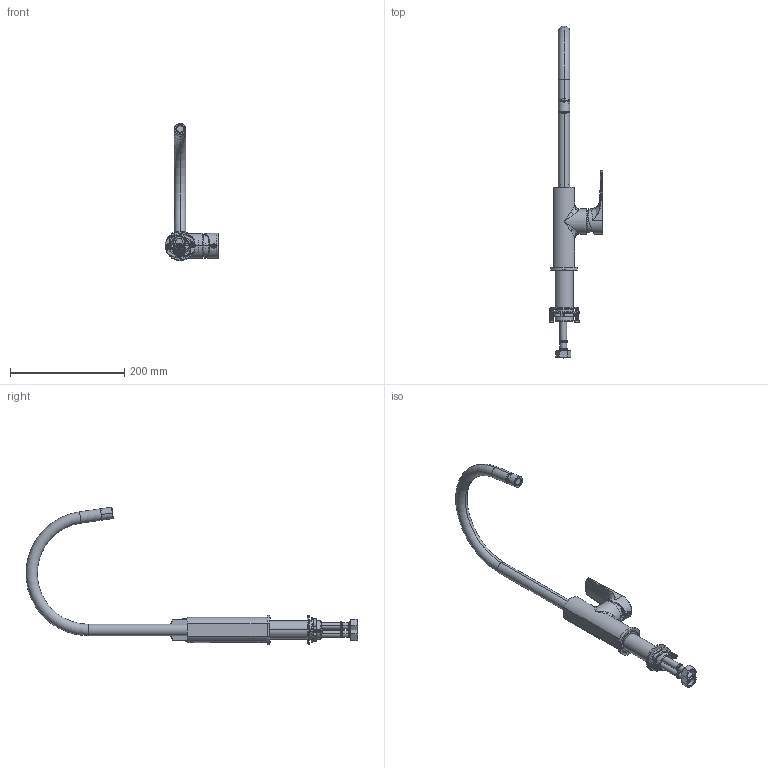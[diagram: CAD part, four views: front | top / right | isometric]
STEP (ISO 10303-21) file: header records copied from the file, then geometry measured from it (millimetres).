
FILE_DESCRIPTION((''),'2;1');
FILE_NAME('91-7261-291S-1FO_ASM','2022-04-07T',('Administrator'),(''),'PRO/ENGINEER BY PARAMETRIC TECHNOLOGY CORPORATION, 2013430','PRO/ENGINEER BY PARAMETRIC TECHNOLOGY CORPORATION, 2013430','');
FILE_SCHEMA(('CONFIG_CONTROL_DESIGN'));
Length unit declared in the file: millimetre
Products named in the file (38): 501-726100-301-B089; 302-316400-700; 303-002600-140; 504-301600-101; 305-323800-501-C043; 320-015100-600; 324-300100-700; 515-214000-101-B201; 320-002000-600; 323-006900-700; 323-603900-700; 419-016200-140; 323-604100-700; 323-604000-700; 323-020100-700; 311-276800-101A; 311-007100-101-1-B; 311-276800-101B; 311-007100-101-1-NEW_ASM; 311-007100-101-3; 311-276800-101_ASM; 310-309500-700; 323-301500-700; 320-016800-600; 329-533600-600; 323-304200-700; 315-106500-600; 421-501800-140; 320-029000-600; 312-002100-600; 312-002200-600; 310-002000-700; 310-306900-700A; 310-306900-700B; 310-306900-700C; 310-306900-700_ASM; 323-509700-729; 91-7261-291S-1FO_ASM
Assembly tree (41 placements, depth 4):
  91-7261-291S-1FO_ASM
    501-726100-301-B089
    302-316400-700
    303-002600-140
    504-301600-101
    305-323800-501-C043
    320-015100-600
    324-300100-700
    515-214000-101-B201
    320-002000-600  x2
    323-006900-700
    323-603900-700
    419-016200-140
    323-604100-700
    323-604000-700
    323-020100-700  x3
    311-276800-101_ASM
      311-007100-101-1-NEW_ASM
        311-276800-101A
        311-007100-101-1-B
        311-276800-101B
      311-007100-101-3
    310-309500-700
    323-301500-700
    320-016800-600
    329-533600-600
    323-304200-700
    315-106500-600
    421-501800-140
    320-029000-600  x2
    312-002100-600
    312-002200-600
    310-002000-700
    310-306900-700_ASM
      310-306900-700A
      310-306900-700B
      310-306900-700C
    323-509700-729
Bounding box: 94.51 x 581.23 x 240.75 mm (x, y, z)
Volume: 259702.1 mm3; surface area: 229660.6 mm2
Topology: 41 solids, 44 shells, 4233 faces, 10960 edges, 6817 vertices
Faces by surface type: cylinder 1528, plane 1253, torus 484, bspline 406, extrusion 239, cone 218, sphere 105
Entity records: 160530 total; most frequent: CARTESIAN_POINT 63306, ORIENTED_EDGE 21262, DIRECTION 18955, EDGE_CURVE 10631, AXIS2_PLACEMENT_3D 7331, VERTEX_POINT 6643, EDGE_LOOP 4324, VECTOR 4293
